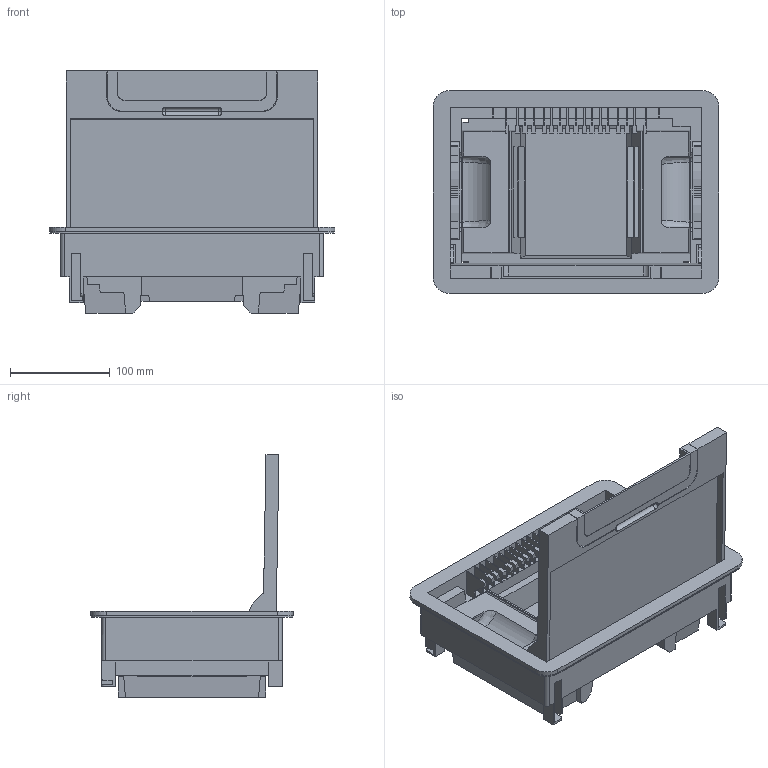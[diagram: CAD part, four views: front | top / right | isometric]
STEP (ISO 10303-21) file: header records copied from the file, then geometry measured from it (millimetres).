
FILE_DESCRIPTION(('CATIA V5 STEP Exchange','CAx-IF Rec.Pracs.--- Composite Materials ---3.4---2017-06-13'),'2;1');
FILE_NAME('LG-080703-S-ouvert.stp','2025-04-30T14:49:09+00:00',('none'),('none'),'CATIA Version 5-6 Release 2020','CATIA V5 STEP AP203 v1','none');
FILE_SCHEMA(('CONFIG_CONTROL_DESIGN'));
Length unit declared in the file: millimetre
Products named in the file (4): A029366AA; A027500_A; A008371_A-AS1; SuppVert-T1
Assembly tree (9 placements, depth 3):
  A029366AA
    A027500_A
      #65
    A008371_A-AS1
      #6930
      #22237
    SuppVert-T1
      #25061  x2
      #27319
Bounding box: 285.97 x 202.97 x 242.75 mm (x, y, z)
Volume: 943155.6 mm3; surface area: 631542.2 mm2
Topology: 6 solids, 6 shells, 1074 faces, 3225 edges, 2128 vertices
Faces by surface type: plane 867, cylinder 153, extrusion 38, revolution 12, bspline 4
Entity records: 33763 total; most frequent: CARTESIAN_POINT 8272, ORIENTED_EDGE 6048, DIRECTION 3993, EDGE_CURVE 3024, VECTOR 2593, LINE 2555, VERTEX_POINT 1996, EDGE_LOOP 1078
